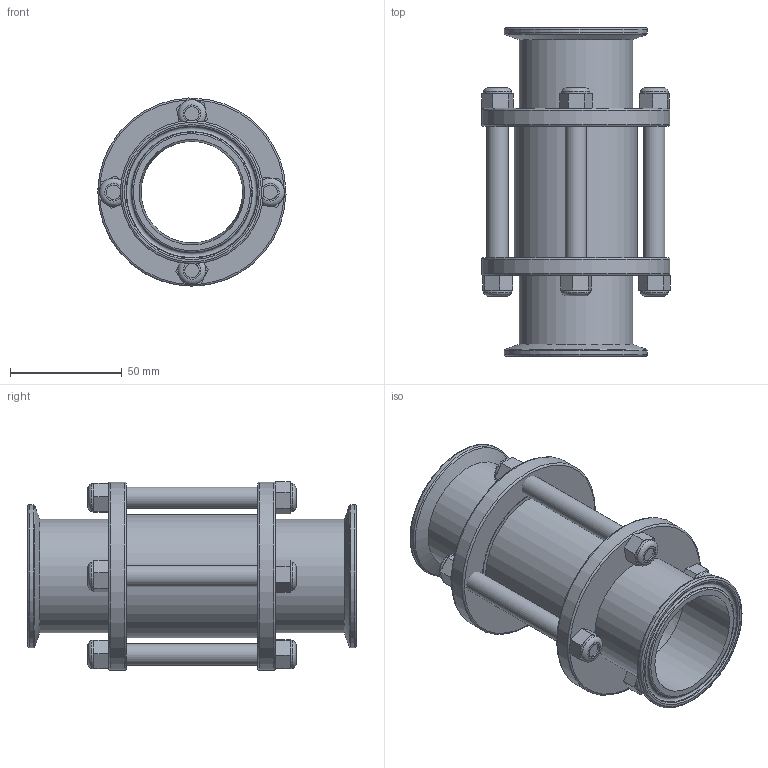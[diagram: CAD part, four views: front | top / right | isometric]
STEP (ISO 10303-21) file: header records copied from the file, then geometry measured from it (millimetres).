
FILE_DESCRIPTION(/* description */ ('STEP AP203'),/* implementation_level */ '2;1');
FILE_NAME(/* name */ '54BMPS-2.00.stp',/* time_stamp */ '2024-03-11T11:03:04-04:00',/* author */ ('brad'),/* organization */ (''),/* preprocessor_version */ 'ST-DEVELOPER v20',/* originating_system */ 'Autodesk Inventor 2024',/* authorisation */ '');
FILE_SCHEMA (('AUTOMOTIVE_DESIGN { 1 0 10303 214 3 1 1 }'));
Length unit declared in the file: millimetre
Products named in the file (6): 2¦T§¨µøµ¡(¾ã²Õ
); 2¦Tµøµ¡¬Á¼þ; 2¦Tµøµ¡¥»Åé; 2¦Tµøµ¡¹Ô¤ù; 1-2-2µøµ¡Á³±ì; µøµ¡Á³¥À
Assembly tree (17 placements, depth 2):
  2¦T§¨µøµ¡(¾ã²Õ
)
    2¦Tµøµ¡¥»Åé  x2
    2¦Tµøµ¡¹Ô¤ù  x2
    2¦Tµøµ¡¬Á¼þ
    1-2-2µøµ¡Á³±ì  x4
    µøµ¡Á³¥À  x8
Bounding box: 84.35 x 146.8 x 84.13 mm (x, y, z)
Volume: 161785.3 mm3; surface area: 101232.7 mm2
Topology: 17 solids, 17 shells, 1034 faces, 2870 edges, 1878 vertices
Faces by surface type: cone 720, plane 146, cylinder 144, torus 24
Full cylindrical faces by diameter (mm): 8.2 x8, 9.5 x4, 12.6 x8, 45.4 x3, 46.4 x2, 47.1 x2, 50.8 x2, 55 x3, 59.1 x2, 59.3 x2, 63.9 x2, 84 x2
Entity records: 8075 total; most frequent: CARTESIAN_POINT 1847, DIRECTION 1427, ORIENTED_EDGE 1208, AXIS2_PLACEMENT_3D 615, EDGE_CURVE 604, VERTEX_POINT 396, CIRCLE 370, EDGE_LOOP 242
